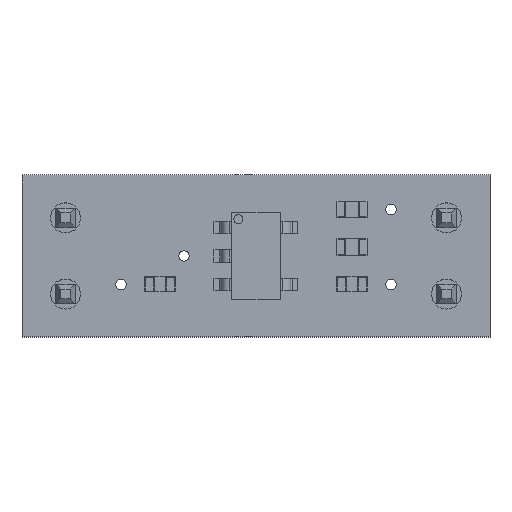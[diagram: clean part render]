
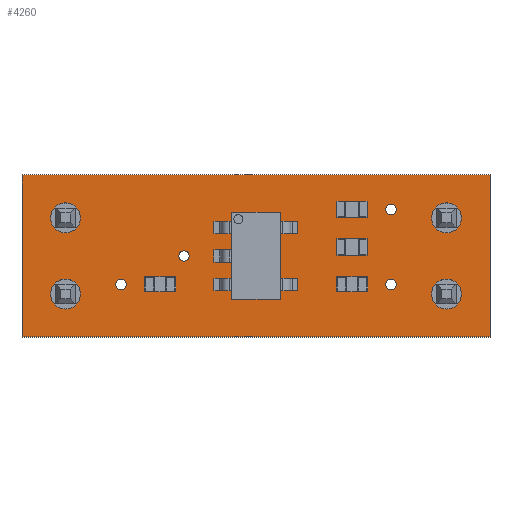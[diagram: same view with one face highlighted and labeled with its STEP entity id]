
A CAD part, top view. The second image highlights one B-rep face of the part: STEP entity #4260.
In plain terms, the highlighted planar face has unit normal (0, 0, 1).
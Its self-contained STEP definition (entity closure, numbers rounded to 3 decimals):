
#94=FACE_BOUND('',#550,.T.);
#95=FACE_BOUND('',#551,.T.);
#96=FACE_BOUND('',#552,.T.);
#97=FACE_BOUND('',#553,.T.);
#98=FACE_BOUND('',#554,.T.);
#99=FACE_BOUND('',#555,.T.);
#100=FACE_BOUND('',#556,.T.);
#101=FACE_BOUND('',#557,.T.);
#102=FACE_BOUND('',#558,.T.);
#130=PLANE('',#4602);
#289=FACE_OUTER_BOUND('',#549,.T.);
#549=EDGE_LOOP('',(#2808,#2809,#2810,#2811));
#550=EDGE_LOOP('',(#2812));
#551=EDGE_LOOP('',(#2813));
#552=EDGE_LOOP('',(#2814));
#553=EDGE_LOOP('',(#2815));
#554=EDGE_LOOP('',(#2816));
#555=EDGE_LOOP('',(#2817));
#556=EDGE_LOOP('',(#2818));
#557=EDGE_LOOP('',(#2819));
#558=EDGE_LOOP('',(#2820));
#839=LINE('',#6352,#1263);
#842=LINE('',#6358,#1266);
#845=LINE('',#6364,#1269);
#848=LINE('',#6368,#1272);
#1263=VECTOR('',#5073,10.);
#1266=VECTOR('',#5078,10.);
#1269=VECTOR('',#5083,10.);
#1272=VECTOR('',#5088,10.);
#1677=CIRCLE('',#4573,0.5);
#1679=CIRCLE('',#4576,0.5);
#1681=CIRCLE('',#4579,0.175);
#1683=CIRCLE('',#4582,0.175);
#1685=CIRCLE('',#4585,0.175);
#1687=CIRCLE('',#4588,0.175);
#1689=CIRCLE('',#4591,0.175);
#1691=CIRCLE('',#4594,0.5);
#1693=CIRCLE('',#4597,0.5);
#1833=VERTEX_POINT('',#6294);
#1835=VERTEX_POINT('',#6300);
#1837=VERTEX_POINT('',#6306);
#1839=VERTEX_POINT('',#6312);
#1841=VERTEX_POINT('',#6318);
#1843=VERTEX_POINT('',#6324);
#1845=VERTEX_POINT('',#6330);
#1847=VERTEX_POINT('',#6336);
#1849=VERTEX_POINT('',#6342);
#1852=VERTEX_POINT('',#6349);
#1853=VERTEX_POINT('',#6351);
#1855=VERTEX_POINT('',#6357);
#1857=VERTEX_POINT('',#6363);
#2178=EDGE_CURVE('',#1833,#1833,#1677,.T.);
#2181=EDGE_CURVE('',#1835,#1835,#1679,.T.);
#2184=EDGE_CURVE('',#1837,#1837,#1681,.T.);
#2187=EDGE_CURVE('',#1839,#1839,#1683,.T.);
#2190=EDGE_CURVE('',#1841,#1841,#1685,.T.);
#2193=EDGE_CURVE('',#1843,#1843,#1687,.T.);
#2196=EDGE_CURVE('',#1845,#1845,#1689,.T.);
#2199=EDGE_CURVE('',#1847,#1847,#1691,.T.);
#2202=EDGE_CURVE('',#1849,#1849,#1693,.T.);
#2205=EDGE_CURVE('',#1853,#1852,#839,.T.);
#2208=EDGE_CURVE('',#1855,#1853,#842,.T.);
#2211=EDGE_CURVE('',#1857,#1855,#845,.T.);
#2214=EDGE_CURVE('',#1852,#1857,#848,.T.);
#2808=ORIENTED_EDGE('',*,*,#2214,.T.);
#2809=ORIENTED_EDGE('',*,*,#2211,.T.);
#2810=ORIENTED_EDGE('',*,*,#2208,.T.);
#2811=ORIENTED_EDGE('',*,*,#2205,.T.);
#2812=ORIENTED_EDGE('',*,*,#2178,.T.);
#2813=ORIENTED_EDGE('',*,*,#2181,.T.);
#2814=ORIENTED_EDGE('',*,*,#2184,.T.);
#2815=ORIENTED_EDGE('',*,*,#2187,.T.);
#2816=ORIENTED_EDGE('',*,*,#2190,.T.);
#2817=ORIENTED_EDGE('',*,*,#2193,.T.);
#2818=ORIENTED_EDGE('',*,*,#2196,.T.);
#2819=ORIENTED_EDGE('',*,*,#2199,.T.);
#2820=ORIENTED_EDGE('',*,*,#2202,.T.);
#4260=ADVANCED_FACE('',(#289,#94,#95,#96,#97,#98,#99,#100,#101,#102),#130,
 .T.);
#4573=AXIS2_PLACEMENT_3D('',#6296,#5011,#5012);
#4576=AXIS2_PLACEMENT_3D('',#6302,#5018,#5019);
#4579=AXIS2_PLACEMENT_3D('',#6308,#5025,#5026);
#4582=AXIS2_PLACEMENT_3D('',#6314,#5032,#5033);
#4585=AXIS2_PLACEMENT_3D('',#6320,#5039,#5040);
#4588=AXIS2_PLACEMENT_3D('',#6326,#5046,#5047);
#4591=AXIS2_PLACEMENT_3D('',#6332,#5053,#5054);
#4594=AXIS2_PLACEMENT_3D('',#6338,#5060,#5061);
#4597=AXIS2_PLACEMENT_3D('',#6344,#5067,#5068);
#4602=AXIS2_PLACEMENT_3D('',#6369,#5089,#5090);
#5011=DIRECTION('center_axis',(0.,0.,-1.));
#5012=DIRECTION('ref_axis',(-1.,0.,0.));
#5018=DIRECTION('center_axis',(0.,0.,-1.));
#5019=DIRECTION('ref_axis',(-1.,0.,0.));
#5025=DIRECTION('center_axis',(0.,0.,-1.));
#5026=DIRECTION('ref_axis',(1.,0.,0.));
#5032=DIRECTION('center_axis',(0.,0.,-1.));
#5033=DIRECTION('ref_axis',(1.,0.,0.));
#5039=DIRECTION('center_axis',(0.,0.,-1.));
#5040=DIRECTION('ref_axis',(1.,0.,0.));
#5046=DIRECTION('center_axis',(0.,0.,-1.));
#5047=DIRECTION('ref_axis',(1.,0.,0.));
#5053=DIRECTION('center_axis',(0.,0.,-1.));
#5054=DIRECTION('ref_axis',(1.,0.,0.));
#5060=DIRECTION('center_axis',(0.,0.,-1.));
#5061=DIRECTION('ref_axis',(-1.,0.,0.));
#5067=DIRECTION('center_axis',(0.,0.,-1.));
#5068=DIRECTION('ref_axis',(-1.,0.,0.));
#5073=DIRECTION('',(-1.,0.,0.));
#5078=DIRECTION('',(0.,1.,0.));
#5083=DIRECTION('',(1.,0.,0.));
#5088=DIRECTION('',(0.,-1.,0.));
#5089=DIRECTION('center_axis',(0.,0.,1.));
#5090=DIRECTION('ref_axis',(1.,0.,0.));
#6294=CARTESIAN_POINT('',(6.85,1.27,1.671));
#6296=CARTESIAN_POINT('Origin',(6.35,1.27,1.671));
#6300=CARTESIAN_POINT('',(-5.85,1.27,1.671));
#6302=CARTESIAN_POINT('Origin',(-6.35,1.27,1.671));
#6306=CARTESIAN_POINT('',(-4.675,-0.95,1.671));
#6308=CARTESIAN_POINT('Origin',(-4.5,-0.95,1.671));
#6312=CARTESIAN_POINT('',(4.325,-0.95,1.671));
#6314=CARTESIAN_POINT('Origin',(4.5,-0.95,1.671));
#6318=CARTESIAN_POINT('',(-2.575,0.,1.671));
#6320=CARTESIAN_POINT('Origin',(-2.4,0.,1.671));
#6324=CARTESIAN_POINT('',(4.325,1.55,1.671));
#6326=CARTESIAN_POINT('Origin',(4.5,1.55,1.671));
#6330=CARTESIAN_POINT('',(-0.175,0.,1.671));
#6332=CARTESIAN_POINT('Origin',(0.,0.,1.671));
#6336=CARTESIAN_POINT('',(-5.85,-1.27,1.671));
#6338=CARTESIAN_POINT('Origin',(-6.35,-1.27,1.671));
#6342=CARTESIAN_POINT('',(6.85,-1.27,1.671));
#6344=CARTESIAN_POINT('Origin',(6.35,-1.27,1.671));
#6349=CARTESIAN_POINT('',(-7.8,2.7,1.671));
#6351=CARTESIAN_POINT('',(7.8,2.7,1.671));
#6352=CARTESIAN_POINT('',(7.8,2.7,1.671));
#6357=CARTESIAN_POINT('',(7.8,-2.7,1.671));
#6358=CARTESIAN_POINT('',(7.8,-2.7,1.671));
#6363=CARTESIAN_POINT('',(-7.8,-2.7,1.671));
#6364=CARTESIAN_POINT('',(-7.8,-2.7,1.671));
#6368=CARTESIAN_POINT('',(-7.8,2.7,1.671));
#6369=CARTESIAN_POINT('Origin',(0.,0.,1.671));
